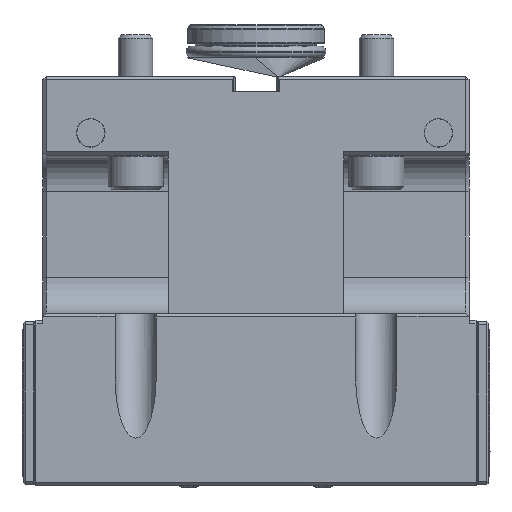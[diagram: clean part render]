
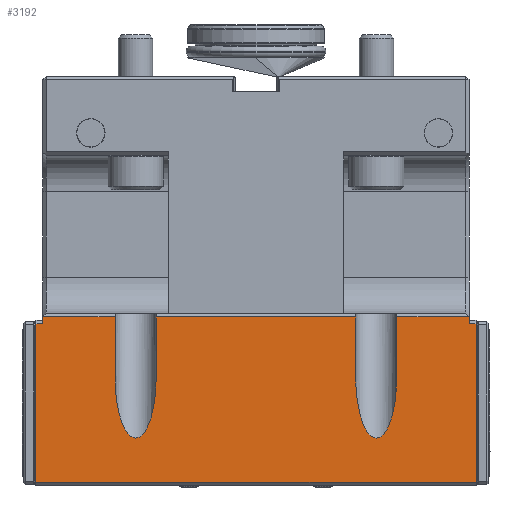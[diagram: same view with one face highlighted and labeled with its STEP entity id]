
A CAD part, front view. The second image highlights one B-rep face of the part: STEP entity #3192.
In plain terms, the highlighted planar face has unit normal (0, -1, 0).
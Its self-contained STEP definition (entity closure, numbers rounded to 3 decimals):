
#37=ELLIPSE('',#9258,17.525,5.994);
#38=ELLIPSE('',#9265,17.525,5.994);
#565=LINE('',#14985,#1374);
#567=LINE('',#14989,#1376);
#570=LINE('',#14997,#1379);
#572=LINE('',#15001,#1381);
#574=LINE('',#15005,#1383);
#577=LINE('',#15011,#1386);
#579=LINE('',#15015,#1388);
#582=LINE('',#15023,#1391);
#709=LINE('',#15369,#1518);
#748=LINE('',#15444,#1557);
#754=LINE('',#15457,#1563);
#756=LINE('',#15460,#1565);
#810=LINE('',#15625,#1619);
#811=LINE('',#15627,#1620);
#1374=VECTOR('',#10882,1.);
#1376=VECTOR('',#10886,1.);
#1379=VECTOR('',#10895,1.);
#1381=VECTOR('',#10899,1.);
#1383=VECTOR('',#10903,1.);
#1386=VECTOR('',#10908,1.);
#1388=VECTOR('',#10912,1.);
#1391=VECTOR('',#10921,1.);
#1518=VECTOR('',#11216,1.);
#1557=VECTOR('',#11277,1.);
#1563=VECTOR('',#11285,1.);
#1565=VECTOR('',#11289,1.);
#1619=VECTOR('',#11429,1.);
#1620=VECTOR('',#11430,1.);
#2356=PLANE('',#9407);
#2731=FACE_OUTER_BOUND('',#4172,.T.);
#3192=ADVANCED_FACE('',(#2731),#2356,.F.);
#4172=EDGE_LOOP('',(#6122,#6123,#6124,#6125,#6126,#6127,#6128,#6129,#6130,
#6131,#6132,#6133,#6134,#6135,#6136,#6137));
#6122=ORIENTED_EDGE('',*,*,#8207,.F.);
#6123=ORIENTED_EDGE('',*,*,#8205,.T.);
#6124=ORIENTED_EDGE('',*,*,#8203,.F.);
#6125=ORIENTED_EDGE('',*,*,#8201,.T.);
#6126=ORIENTED_EDGE('',*,*,#8488,.F.);
#6127=ORIENTED_EDGE('',*,*,#8489,.T.);
#6128=ORIENTED_EDGE('',*,*,#8407,.F.);
#6129=ORIENTED_EDGE('',*,*,#8413,.T.);
#6130=ORIENTED_EDGE('',*,*,#8415,.F.);
#6131=ORIENTED_EDGE('',*,*,#8198,.T.);
#6132=ORIENTED_EDGE('',*,*,#8368,.F.);
#6133=ORIENTED_EDGE('',*,*,#8196,.T.);
#6134=ORIENTED_EDGE('',*,*,#8194,.F.);
#6135=ORIENTED_EDGE('',*,*,#8192,.T.);
#6136=ORIENTED_EDGE('',*,*,#8190,.F.);
#6137=ORIENTED_EDGE('',*,*,#8188,.T.);
#7132=VERTEX_POINT('',#14739);
#7212=VERTEX_POINT('',#14984);
#7213=VERTEX_POINT('',#14986);
#7214=VERTEX_POINT('',#14990);
#7215=VERTEX_POINT('',#14994);
#7216=VERTEX_POINT('',#14998);
#7217=VERTEX_POINT('',#15004);
#7218=VERTEX_POINT('',#15006);
#7219=VERTEX_POINT('',#15010);
#7220=VERTEX_POINT('',#15012);
#7221=VERTEX_POINT('',#15016);
#7222=VERTEX_POINT('',#15020);
#7349=VERTEX_POINT('',#15445);
#7350=VERTEX_POINT('',#15446);
#7353=VERTEX_POINT('',#15455);
#7395=VERTEX_POINT('',#15626);
#8188=EDGE_CURVE('',#7213,#7212,#565,.T.);
#8190=EDGE_CURVE('',#7213,#7214,#567,.T.);
#8192=EDGE_CURVE('',#7215,#7214,#37,.T.);
#8194=EDGE_CURVE('',#7215,#7216,#570,.T.);
#8196=EDGE_CURVE('',#7132,#7216,#572,.T.);
#8198=EDGE_CURVE('',#7218,#7217,#574,.T.);
#8201=EDGE_CURVE('',#7220,#7219,#577,.T.);
#8203=EDGE_CURVE('',#7220,#7221,#579,.T.);
#8205=EDGE_CURVE('',#7222,#7221,#38,.T.);
#8207=EDGE_CURVE('',#7222,#7212,#582,.T.);
#8368=EDGE_CURVE('',#7132,#7217,#709,.T.);
#8407=EDGE_CURVE('',#7349,#7350,#748,.T.);
#8413=EDGE_CURVE('',#7349,#7353,#754,.T.);
#8415=EDGE_CURVE('',#7218,#7353,#756,.T.);
#8488=EDGE_CURVE('',#7395,#7219,#810,.T.);
#8489=EDGE_CURVE('',#7395,#7350,#811,.T.);
#9258=AXIS2_PLACEMENT_3D('',#14993,#10890,#10891);
#9265=AXIS2_PLACEMENT_3D('',#15019,#10916,#10917);
#9407=AXIS2_PLACEMENT_3D('',#15628,#11431,#11432);
#10882=DIRECTION('',(-1.,0.,0.));
#10886=DIRECTION('',(0.,0.,-1.));
#10890=DIRECTION('',(0.,1.,0.));
#10891=DIRECTION('',(0.,0.,1.));
#10895=DIRECTION('',(0.,0.,1.));
#10899=DIRECTION('',(-1.,0.,0.));
#10903=DIRECTION('',(-1.,0.,0.));
#10908=DIRECTION('',(-1.,0.,0.));
#10912=DIRECTION('',(0.,0.,-1.));
#10916=DIRECTION('',(0.,1.,0.));
#10917=DIRECTION('',(0.,0.,-1.));
#10921=DIRECTION('',(0.,0.,1.));
#11216=DIRECTION('',(0.,0.,-1.));
#11277=DIRECTION('',(0.,0.,1.));
#11285=DIRECTION('',(1.,0.,0.));
#11289=DIRECTION('',(0.,0.,-1.));
#11429=DIRECTION('',(0.,0.,1.));
#11430=DIRECTION('',(-1.,0.,0.));
#11431=DIRECTION('',(0.,1.,0.));
#11432=DIRECTION('',(1.,0.,0.));
#14739=CARTESIAN_POINT('',(61.938,-49.95,-69.997));
#14984=CARTESIAN_POINT('',(-28.971,-49.95,-69.997));
#14985=CARTESIAN_POINT('',(63.936,-49.95,-69.997));
#14986=CARTESIAN_POINT('',(28.971,-49.95,-69.997));
#14989=CARTESIAN_POINT('',(28.971,-49.95,-118.948));
#14990=CARTESIAN_POINT('',(28.971,-49.95,-87.648));
#14993=CARTESIAN_POINT('',(34.965,-49.95,-87.648));
#14994=CARTESIAN_POINT('',(40.959,-49.95,-87.648));
#14997=CARTESIAN_POINT('',(40.959,-49.95,-118.948));
#14998=CARTESIAN_POINT('',(40.959,-49.95,-69.997));
#15001=CARTESIAN_POINT('',(63.936,-49.95,-69.997));
#15004=CARTESIAN_POINT('',(61.938,-49.95,-71.995));
#15005=CARTESIAN_POINT('',(63.936,-49.95,-71.995));
#15006=CARTESIAN_POINT('',(63.936,-49.95,-71.995));
#15010=CARTESIAN_POINT('',(-61.938,-49.95,-69.997));
#15011=CARTESIAN_POINT('',(63.936,-49.95,-69.997));
#15012=CARTESIAN_POINT('',(-40.959,-49.95,-69.997));
#15015=CARTESIAN_POINT('',(-40.959,-49.95,-118.948));
#15016=CARTESIAN_POINT('',(-40.959,-49.95,-87.648));
#15019=CARTESIAN_POINT('',(-34.965,-49.95,-87.648));
#15020=CARTESIAN_POINT('',(-28.971,-49.95,-87.648));
#15023=CARTESIAN_POINT('',(-28.971,-49.95,-118.948));
#15369=CARTESIAN_POINT('',(61.938,-49.95,-70.996));
#15444=CARTESIAN_POINT('',(-63.936,-49.95,-70.996));
#15445=CARTESIAN_POINT('',(-63.936,-49.95,-117.949));
#15446=CARTESIAN_POINT('',(-63.936,-49.95,-71.995));
#15455=CARTESIAN_POINT('',(63.936,-49.95,-117.949));
#15457=CARTESIAN_POINT('',(63.936,-49.95,-117.949));
#15460=CARTESIAN_POINT('',(63.936,-49.95,-70.996));
#15625=CARTESIAN_POINT('',(-61.938,-49.95,-70.996));
#15626=CARTESIAN_POINT('',(-61.938,-49.95,-71.995));
#15627=CARTESIAN_POINT('',(63.936,-49.95,-71.995));
#15628=CARTESIAN_POINT('',(63.936,-49.95,-118.948));
